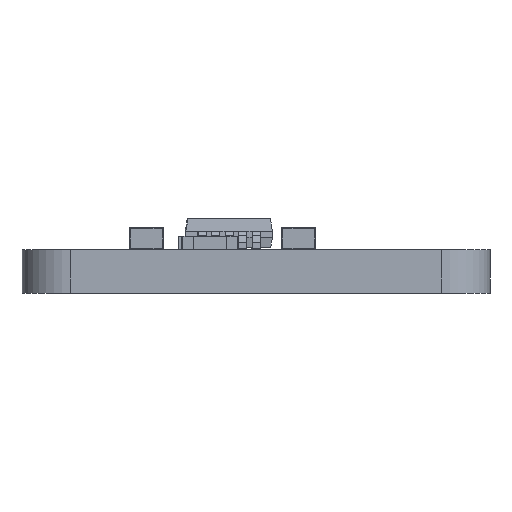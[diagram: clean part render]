
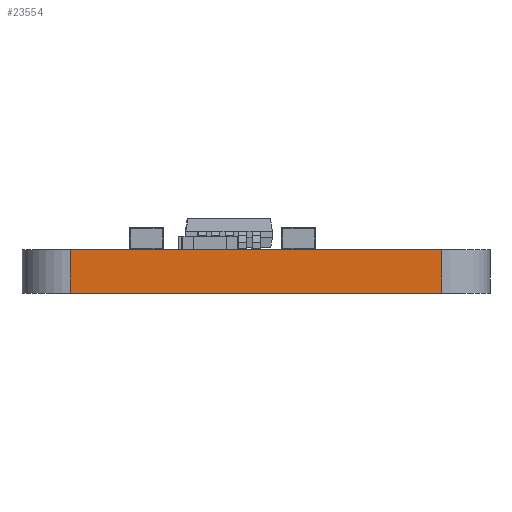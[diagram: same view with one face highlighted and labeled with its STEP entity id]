
A CAD part, left-side view. The second image highlights one B-rep face of the part: STEP entity #23554.
In plain terms, the highlighted planar face has unit normal (-1, 0, 0).
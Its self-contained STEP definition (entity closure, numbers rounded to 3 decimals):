
#1890=ORIENTED_EDGE('',*,*,#6800,.F.);
#1891=ORIENTED_EDGE('',*,*,#6801,.T.);
#1892=ORIENTED_EDGE('',*,*,#6687,.T.);
#1893=ORIENTED_EDGE('',*,*,#6802,.T.);
#6687=EDGE_CURVE('',#9142,#9143,#10584,.T.);
#6800=EDGE_CURVE('',#9255,#9256,#10588,.T.);
#6801=EDGE_CURVE('',#9255,#9142,#10589,.F.);
#6802=EDGE_CURVE('',#9143,#9256,#10590,.T.);
#9142=VERTEX_POINT('',#30246);
#9143=VERTEX_POINT('',#30247);
#9255=VERTEX_POINT('',#31130);
#9256=VERTEX_POINT('',#31131);
#10584=LINE('',#30245,#11819);
#10588=LINE('',#31129,#11823);
#10589=LINE('',#31132,#11824);
#10590=LINE('',#31133,#11825);
#11819=VECTOR('',#25626,1000.);
#11823=VECTOR('',#25664,1000.);
#11824=VECTOR('',#25665,1000.);
#11825=VECTOR('',#25666,1000.);
#13097=EDGE_LOOP('',(#1890,#1891,#1892,#1893));
#14340=FACE_BOUND('',#13097,.T.);
#15513=PLANE('',#24642);
#23554=ADVANCED_FACE('',(#14340),#15513,.T.);
#24642=AXIS2_PLACEMENT_3D('',#31128,#25662,#25663);
#25626=DIRECTION('',(0.,1.,0.));
#25662=DIRECTION('',(-1.,0.,0.));
#25663=DIRECTION('',(0.,0.,1.));
#25664=DIRECTION('',(0.,1.,0.));
#25665=DIRECTION('',(0.,0.,-1.));
#25666=DIRECTION('',(0.,0.,-1.));
#30245=CARTESIAN_POINT('',(-13.97,-8.636,1.6));
#30246=CARTESIAN_POINT('',(-13.97,-6.858,1.6));
#30247=CARTESIAN_POINT('',(-13.97,6.858,1.6));
#31128=CARTESIAN_POINT('',(-13.97,-8.636,1.6));
#31129=CARTESIAN_POINT('',(-13.97,-8.636,0.));
#31130=CARTESIAN_POINT('',(-13.97,-6.858,0.));
#31131=CARTESIAN_POINT('',(-13.97,6.858,0.));
#31132=CARTESIAN_POINT('',(-13.97,-6.858,1.6));
#31133=CARTESIAN_POINT('',(-13.97,6.858,1.6));
